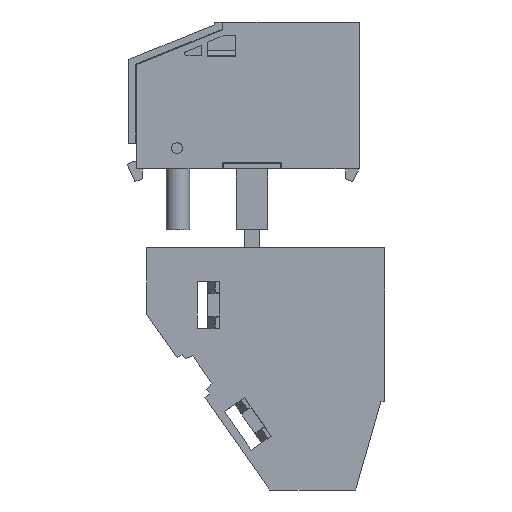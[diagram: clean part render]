
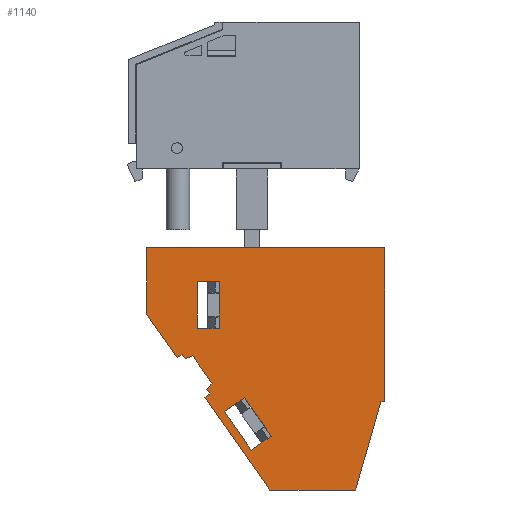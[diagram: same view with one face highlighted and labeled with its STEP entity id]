
A CAD part, left-side view. The second image highlights one B-rep face of the part: STEP entity #1140.
In plain terms, the highlighted planar face has unit normal (-1, 0, 0).
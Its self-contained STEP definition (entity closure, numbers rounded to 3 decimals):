
#955=AXIS2_PLACEMENT_3D('Plane Axis2P3D',#952,#953,#954) ;
#452=CARTESIAN_POINT('Vertex',(0.,14.551,6.903)) ;
#455=CARTESIAN_POINT('Line Origine',(0.,16.271,9.36)) ;
#459=CARTESIAN_POINT('Vertex',(0.,17.992,11.818)) ;
#579=CARTESIAN_POINT('Vertex',(0.,20.547,10.029)) ;
#608=CARTESIAN_POINT('Line Origine',(0.,19.269,10.923)) ;
#854=CARTESIAN_POINT('Vertex',(0.,17.105,5.114)) ;
#857=CARTESIAN_POINT('Line Origine',(0.,15.828,6.008)) ;
#952=CARTESIAN_POINT('Axis2P3D Location',(0.,0.,0.)) ;
#957=CARTESIAN_POINT('Line Origine',(0.,22.194,13.559)) ;
#961=CARTESIAN_POINT('Vertex',(0.,22.276,13.501)) ;
#963=CARTESIAN_POINT('Vertex',(0.,22.113,13.616)) ;
#966=CARTESIAN_POINT('Line Origine',(0.,22.53,13.165)) ;
#970=CARTESIAN_POINT('Vertex',(0.,22.783,12.83)) ;
#973=CARTESIAN_POINT('Line Origine',(0.,22.592,12.557)) ;
#977=CARTESIAN_POINT('Vertex',(0.,22.401,12.285)) ;
#980=CARTESIAN_POINT('Line Origine',(0.,22.719,12.063)) ;
#984=CARTESIAN_POINT('Vertex',(0.,23.036,11.84)) ;
#987=CARTESIAN_POINT('Line Origine',(0.,18.891,5.92)) ;
#991=CARTESIAN_POINT('Vertex',(0.,14.745,0.)) ;
#994=CARTESIAN_POINT('Line Origine',(0.,9.245,0.)) ;
#998=CARTESIAN_POINT('Vertex',(0.,3.745,0.)) ;
#1001=CARTESIAN_POINT('Line Origine',(0.,2.123,5.659)) ;
#1005=CARTESIAN_POINT('Vertex',(0.,0.5,11.318)) ;
#1008=CARTESIAN_POINT('Line Origine',(0.,0.25,11.318)) ;
#1012=CARTESIAN_POINT('Vertex',(0.,0.,11.318)) ;
#1015=CARTESIAN_POINT('Line Origine',(0.,0.,21.159)) ;
#1019=CARTESIAN_POINT('Vertex',(0.,0.,31.)) ;
#1022=CARTESIAN_POINT('Line Origine',(0.,15.25,31.)) ;
#1026=CARTESIAN_POINT('Vertex',(0.,30.5,31.)) ;
#1029=CARTESIAN_POINT('Line Origine',(0.,30.5,26.75)) ;
#1033=CARTESIAN_POINT('Vertex',(0.,30.5,22.5)) ;
#1036=CARTESIAN_POINT('Line Origine',(0.,28.546,19.71)) ;
#1040=CARTESIAN_POINT('Vertex',(0.,26.592,16.919)) ;
#1043=CARTESIAN_POINT('Line Origine',(0.,26.275,17.141)) ;
#1047=CARTESIAN_POINT('Vertex',(0.,25.957,17.364)) ;
#1050=CARTESIAN_POINT('Line Origine',(0.,25.767,17.091)) ;
#1054=CARTESIAN_POINT('Vertex',(0.,25.576,16.819)) ;
#1057=CARTESIAN_POINT('Line Origine',(0.,25.174,16.942)) ;
#1061=CARTESIAN_POINT('Vertex',(0.,24.771,17.065)) ;
#1064=CARTESIAN_POINT('Line Origine',(0.,24.69,17.122)) ;
#1068=CARTESIAN_POINT('Vertex',(0.,24.608,17.179)) ;
#1071=CARTESIAN_POINT('Line Origine',(0.,23.36,15.398)) ;
#1095=CARTESIAN_POINT('Line Origine',(0.,21.2,23.7)) ;
#1099=CARTESIAN_POINT('Vertex',(0.,21.2,20.7)) ;
#1101=CARTESIAN_POINT('Vertex',(0.,21.2,26.7)) ;
#1104=CARTESIAN_POINT('Line Origine',(0.,22.6,20.7)) ;
#1108=CARTESIAN_POINT('Vertex',(0.,24.,20.7)) ;
#1111=CARTESIAN_POINT('Line Origine',(0.,24.,23.7)) ;
#1115=CARTESIAN_POINT('Vertex',(0.,24.,26.7)) ;
#1118=CARTESIAN_POINT('Line Origine',(0.,22.6,26.7)) ;
#1129=CARTESIAN_POINT('Line Origine',(0.,18.826,7.571)) ;
#456=DIRECTION('Vector Direction',(0.,0.574,0.819)) ;
#609=DIRECTION('Vector Direction',(0.,0.819,-0.574)) ;
#858=DIRECTION('Vector Direction',(0.,-0.819,0.574)) ;
#953=DIRECTION('Axis2P3D Direction',(-1.,0.,0.)) ;
#954=DIRECTION('Axis2P3D XDirection',(0.,0.,1.)) ;
#958=DIRECTION('Vector Direction',(0.,0.819,-0.574)) ;
#967=DIRECTION('Vector Direction',(0.,0.602,-0.799)) ;
#974=DIRECTION('Vector Direction',(0.,-0.574,-0.819)) ;
#981=DIRECTION('Vector Direction',(0.,0.819,-0.574)) ;
#988=DIRECTION('Vector Direction',(0.,0.574,0.819)) ;
#995=DIRECTION('Vector Direction',(0.,1.,0.)) ;
#1002=DIRECTION('Vector Direction',(0.,0.276,-0.961)) ;
#1009=DIRECTION('Vector Direction',(0.,1.,0.)) ;
#1016=DIRECTION('Vector Direction',(0.,0.,-1.)) ;
#1023=DIRECTION('Vector Direction',(0.,-1.,0.)) ;
#1030=DIRECTION('Vector Direction',(0.,0.,1.)) ;
#1037=DIRECTION('Vector Direction',(0.,0.574,0.819)) ;
#1044=DIRECTION('Vector Direction',(0.,0.819,-0.574)) ;
#1051=DIRECTION('Vector Direction',(0.,-0.574,-0.819)) ;
#1058=DIRECTION('Vector Direction',(0.,0.956,-0.292)) ;
#1065=DIRECTION('Vector Direction',(0.,0.819,-0.574)) ;
#1072=DIRECTION('Vector Direction',(0.,0.574,0.819)) ;
#1096=DIRECTION('Vector Direction',(0.,0.,1.)) ;
#1105=DIRECTION('Vector Direction',(0.,1.,0.)) ;
#1112=DIRECTION('Vector Direction',(0.,0.,-1.)) ;
#1119=DIRECTION('Vector Direction',(0.,-1.,0.)) ;
#1130=DIRECTION('Vector Direction',(0.,-0.574,-0.819)) ;
#457=VECTOR('Line Direction',#456,1.) ;
#610=VECTOR('Line Direction',#609,1.) ;
#859=VECTOR('Line Direction',#858,1.) ;
#959=VECTOR('Line Direction',#958,1.) ;
#968=VECTOR('Line Direction',#967,1.) ;
#975=VECTOR('Line Direction',#974,1.) ;
#982=VECTOR('Line Direction',#981,1.) ;
#989=VECTOR('Line Direction',#988,1.) ;
#996=VECTOR('Line Direction',#995,1.) ;
#1003=VECTOR('Line Direction',#1002,1.) ;
#1010=VECTOR('Line Direction',#1009,1.) ;
#1017=VECTOR('Line Direction',#1016,1.) ;
#1024=VECTOR('Line Direction',#1023,1.) ;
#1031=VECTOR('Line Direction',#1030,1.) ;
#1038=VECTOR('Line Direction',#1037,1.) ;
#1045=VECTOR('Line Direction',#1044,1.) ;
#1052=VECTOR('Line Direction',#1051,1.) ;
#1059=VECTOR('Line Direction',#1058,1.) ;
#1066=VECTOR('Line Direction',#1065,1.) ;
#1073=VECTOR('Line Direction',#1072,1.) ;
#1097=VECTOR('Line Direction',#1096,1.) ;
#1106=VECTOR('Line Direction',#1105,1.) ;
#1113=VECTOR('Line Direction',#1112,1.) ;
#1120=VECTOR('Line Direction',#1119,1.) ;
#1131=VECTOR('Line Direction',#1130,1.) ;
#1077=ORIENTED_EDGE('',*,*,#965,.F.) ;
#1078=ORIENTED_EDGE('',*,*,#972,.F.) ;
#1079=ORIENTED_EDGE('',*,*,#979,.F.) ;
#1080=ORIENTED_EDGE('',*,*,#986,.F.) ;
#1081=ORIENTED_EDGE('',*,*,#993,.F.) ;
#1082=ORIENTED_EDGE('',*,*,#1000,.F.) ;
#1083=ORIENTED_EDGE('',*,*,#1007,.F.) ;
#1084=ORIENTED_EDGE('',*,*,#1014,.F.) ;
#1085=ORIENTED_EDGE('',*,*,#1021,.F.) ;
#1086=ORIENTED_EDGE('',*,*,#1028,.F.) ;
#1087=ORIENTED_EDGE('',*,*,#1035,.F.) ;
#1088=ORIENTED_EDGE('',*,*,#1042,.F.) ;
#1089=ORIENTED_EDGE('',*,*,#1049,.F.) ;
#1090=ORIENTED_EDGE('',*,*,#1056,.F.) ;
#1091=ORIENTED_EDGE('',*,*,#1063,.F.) ;
#1092=ORIENTED_EDGE('',*,*,#1070,.F.) ;
#1093=ORIENTED_EDGE('',*,*,#1075,.F.) ;
#1124=ORIENTED_EDGE('',*,*,#1103,.F.) ;
#1125=ORIENTED_EDGE('',*,*,#1110,.F.) ;
#1126=ORIENTED_EDGE('',*,*,#1117,.F.) ;
#1127=ORIENTED_EDGE('',*,*,#1122,.F.) ;
#1135=ORIENTED_EDGE('',*,*,#612,.F.) ;
#1136=ORIENTED_EDGE('',*,*,#461,.F.) ;
#1137=ORIENTED_EDGE('',*,*,#861,.F.) ;
#1138=ORIENTED_EDGE('',*,*,#1133,.F.) ;
#1128=FACE_BOUND('',#1123,.T.) ;
#1139=FACE_BOUND('',#1134,.T.) ;
#1140=ADVANCED_FACE('PRIMARY',(#1094,#1128,#1139),#956,.T.) ;
#461=EDGE_CURVE('',#453,#460,#458,.T.) ;
#612=EDGE_CURVE('',#460,#580,#611,.T.) ;
#861=EDGE_CURVE('',#855,#453,#860,.T.) ;
#965=EDGE_CURVE('',#962,#964,#960,.F.) ;
#972=EDGE_CURVE('',#971,#962,#969,.F.) ;
#979=EDGE_CURVE('',#978,#971,#976,.F.) ;
#986=EDGE_CURVE('',#985,#978,#983,.F.) ;
#993=EDGE_CURVE('',#992,#985,#990,.T.) ;
#1000=EDGE_CURVE('',#999,#992,#997,.T.) ;
#1007=EDGE_CURVE('',#1006,#999,#1004,.T.) ;
#1014=EDGE_CURVE('',#1013,#1006,#1011,.T.) ;
#1021=EDGE_CURVE('',#1020,#1013,#1018,.T.) ;
#1028=EDGE_CURVE('',#1027,#1020,#1025,.T.) ;
#1035=EDGE_CURVE('',#1034,#1027,#1032,.T.) ;
#1042=EDGE_CURVE('',#1041,#1034,#1039,.T.) ;
#1049=EDGE_CURVE('',#1048,#1041,#1046,.T.) ;
#1056=EDGE_CURVE('',#1055,#1048,#1053,.F.) ;
#1063=EDGE_CURVE('',#1062,#1055,#1060,.T.) ;
#1070=EDGE_CURVE('',#1069,#1062,#1067,.T.) ;
#1075=EDGE_CURVE('',#964,#1069,#1074,.T.) ;
#1103=EDGE_CURVE('',#1100,#1102,#1098,.T.) ;
#1110=EDGE_CURVE('',#1109,#1100,#1107,.F.) ;
#1117=EDGE_CURVE('',#1116,#1109,#1114,.T.) ;
#1122=EDGE_CURVE('',#1102,#1116,#1121,.F.) ;
#1133=EDGE_CURVE('',#580,#855,#1132,.T.) ;
#1076=EDGE_LOOP('',(#1077,#1078,#1079,#1080,#1081,#1082,#1083,#1084,#1085,#1086,#1087,#1088,#1089,#1090,#1091,#1092,#1093)) ;
#1123=EDGE_LOOP('',(#1124,#1125,#1126,#1127)) ;
#1134=EDGE_LOOP('',(#1135,#1136,#1137,#1138)) ;
#1094=FACE_OUTER_BOUND('',#1076,.T.) ;
#458=LINE('Line',#455,#457) ;
#611=LINE('Line',#608,#610) ;
#860=LINE('Line',#857,#859) ;
#960=LINE('Line',#957,#959) ;
#969=LINE('Line',#966,#968) ;
#976=LINE('Line',#973,#975) ;
#983=LINE('Line',#980,#982) ;
#990=LINE('Line',#987,#989) ;
#997=LINE('Line',#994,#996) ;
#1004=LINE('Line',#1001,#1003) ;
#1011=LINE('Line',#1008,#1010) ;
#1018=LINE('Line',#1015,#1017) ;
#1025=LINE('Line',#1022,#1024) ;
#1032=LINE('Line',#1029,#1031) ;
#1039=LINE('Line',#1036,#1038) ;
#1046=LINE('Line',#1043,#1045) ;
#1053=LINE('Line',#1050,#1052) ;
#1060=LINE('Line',#1057,#1059) ;
#1067=LINE('Line',#1064,#1066) ;
#1074=LINE('Line',#1071,#1073) ;
#1098=LINE('Line',#1095,#1097) ;
#1107=LINE('Line',#1104,#1106) ;
#1114=LINE('Line',#1111,#1113) ;
#1121=LINE('Line',#1118,#1120) ;
#1132=LINE('Line',#1129,#1131) ;
#956=PLANE('',#955) ;
#453=VERTEX_POINT('',#452) ;
#460=VERTEX_POINT('',#459) ;
#580=VERTEX_POINT('',#579) ;
#855=VERTEX_POINT('',#854) ;
#962=VERTEX_POINT('',#961) ;
#964=VERTEX_POINT('',#963) ;
#971=VERTEX_POINT('',#970) ;
#978=VERTEX_POINT('',#977) ;
#985=VERTEX_POINT('',#984) ;
#992=VERTEX_POINT('',#991) ;
#999=VERTEX_POINT('',#998) ;
#1006=VERTEX_POINT('',#1005) ;
#1013=VERTEX_POINT('',#1012) ;
#1020=VERTEX_POINT('',#1019) ;
#1027=VERTEX_POINT('',#1026) ;
#1034=VERTEX_POINT('',#1033) ;
#1041=VERTEX_POINT('',#1040) ;
#1048=VERTEX_POINT('',#1047) ;
#1055=VERTEX_POINT('',#1054) ;
#1062=VERTEX_POINT('',#1061) ;
#1069=VERTEX_POINT('',#1068) ;
#1100=VERTEX_POINT('',#1099) ;
#1102=VERTEX_POINT('',#1101) ;
#1109=VERTEX_POINT('',#1108) ;
#1116=VERTEX_POINT('',#1115) ;
